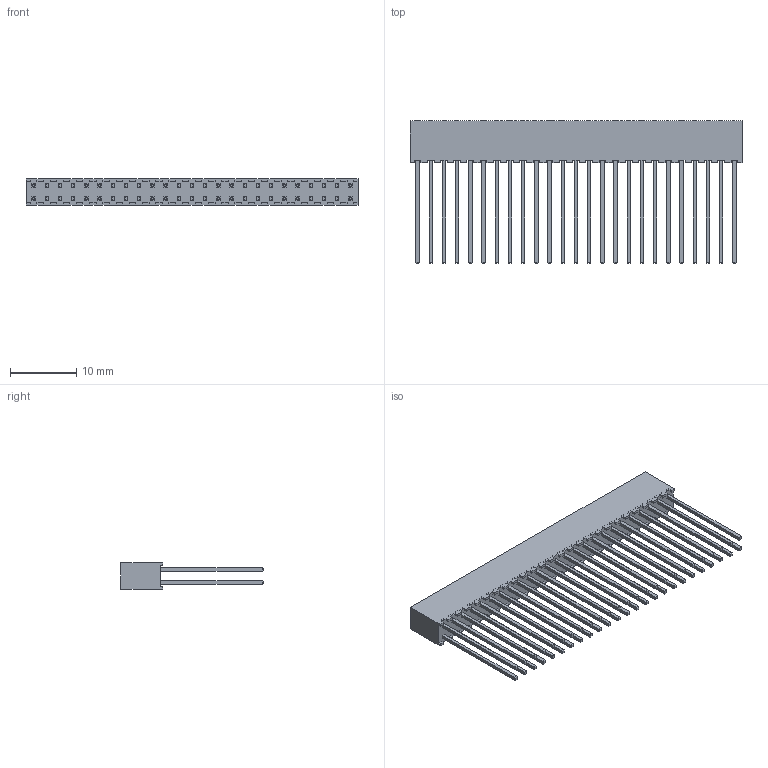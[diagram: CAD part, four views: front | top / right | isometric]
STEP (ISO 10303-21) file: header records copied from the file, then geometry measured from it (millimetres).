
FILE_DESCRIPTION(/* description */ ('STEP AP214'),/* implementation_level */ '2;1');
FILE_NAME(/* name */ 'SQT-125-02-L-D',/* time_stamp */ '2023-08-26T10:29:47+02:00',/* author */ ('License CC BY-ND 4.0'),/* organization */ ('CADENAS'),/* preprocessor_version */ 'ST-DEVELOPER v19.3',/* originating_system */ 'PARTsolutions',/* authorisation */ ' ');
FILE_SCHEMA (('AUTOMOTIVE_DESIGN {1 0 10303 214 3 1 1}'));
Length unit declared in the file: inch
Products named in the file (3): SQT-125-02-L-D; P1SQT-125-02-L-D; S1SQT-125-02-L-D
Assembly tree (2 placements, depth 2):
  SQT-125-02-L-D
    P1SQT-125-02-L-D
    S1SQT-125-02-L-D
Bounding box: 50.3 x 21.59 x 4 mm (x, y, z)
Volume: 1384.6 mm3; surface area: 3945 mm2
Topology: 2 solids, 2 shells, 1466 faces, 3736 edges, 2424 vertices
Faces by surface type: plane 1416, cylinder 50
Entity records: 43218 total; most frequent: CARTESIAN_POINT 7629, ORIENTED_EDGE 7472, DIRECTION 6774, EDGE_CURVE 3736, LINE 3636, VECTOR 3636, VERTEX_POINT 2424, EDGE_LOOP 1616
